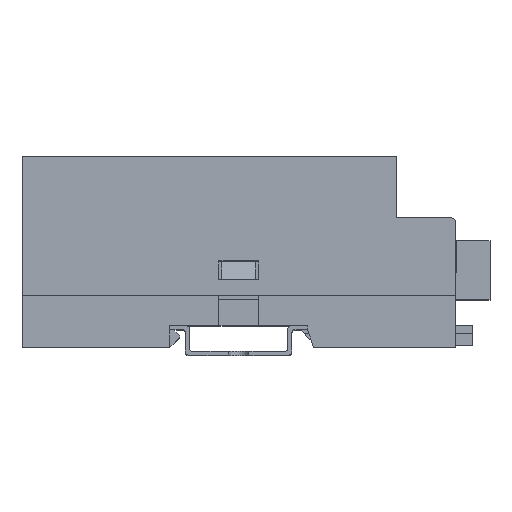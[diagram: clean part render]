
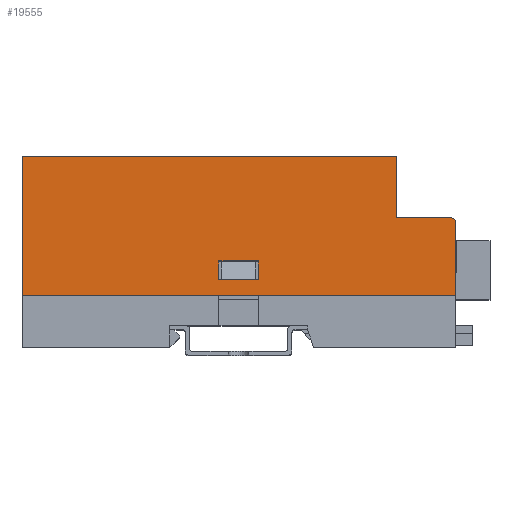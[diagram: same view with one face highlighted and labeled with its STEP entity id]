
A CAD part, top view. The second image highlights one B-rep face of the part: STEP entity #19555.
In plain terms, the highlighted face is planar.
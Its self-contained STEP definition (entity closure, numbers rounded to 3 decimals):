
#43 = DIRECTION ( 'NONE',  ( -1., 0., 0. ) ) ;
#399 = VERTEX_POINT ( 'NONE', #22462 ) ;
#2269 = ORIENTED_EDGE ( 'NONE', *, *, #12589, .T. ) ;
#2454 = DIRECTION ( 'NONE',  ( 0., -1., 0. ) ) ;
#2948 = DIRECTION ( 'NONE',  ( 0., -1., 0. ) ) ;
#3216 = VECTOR ( 'NONE', #31233, 1000. ) ;
#3458 = EDGE_CURVE ( 'NONE', #22883, #399, #21521, .T. ) ;
#3577 = DIRECTION ( 'NONE',  ( -1., 0., 0. ) ) ;
#4358 = CARTESIAN_POINT ( 'NONE',  ( -55., 35.3, -35. ) ) ;
#4416 = CARTESIAN_POINT ( 'NONE',  ( -5., 8.7, -35. ) ) ;
#4759 = CARTESIAN_POINT ( 'NONE',  ( -40., 19.6, -35. ) ) ;
#5313 = EDGE_CURVE ( 'NONE', #22517, #27464, #11213, .T. ) ;
#5480 = EDGE_CURVE ( 'NONE', #22517, #399, #14589, .T. ) ;
#5568 = EDGE_CURVE ( 'NONE', #20816, #24786, #31257, .T. ) ;
#6000 = CARTESIAN_POINT ( 'NONE',  ( -40., 19.6, -35. ) ) ;
#6265 = CARTESIAN_POINT ( 'NONE',  ( 5., 4., -35. ) ) ;
#6672 = VECTOR ( 'NONE', #3577, 1000. ) ;
#7084 = DIRECTION ( 'NONE',  ( 0., 1., 0. ) ) ;
#7142 = CARTESIAN_POINT ( 'NONE',  ( -55., 0., -35. ) ) ;
#7296 = EDGE_CURVE ( 'NONE', #22883, #30026, #11798, .T. ) ;
#7320 = LINE ( 'NONE', #9695, #30446 ) ;
#7395 = CARTESIAN_POINT ( 'NONE',  ( -55., 35.3, -35. ) ) ;
#7725 = CARTESIAN_POINT ( 'NONE',  ( 55., 35.3, -35. ) ) ;
#8190 = CARTESIAN_POINT ( 'NONE',  ( -55., 35.3, -35. ) ) ;
#8406 = CARTESIAN_POINT ( 'NONE',  ( 5., 8.7, -35. ) ) ;
#8468 = ORIENTED_EDGE ( 'NONE', *, *, #5568, .F. ) ;
#8695 = ORIENTED_EDGE ( 'NONE', *, *, #5313, .F. ) ;
#9042 = ORIENTED_EDGE ( 'NONE', *, *, #16018, .F. ) ;
#9383 = VECTOR ( 'NONE', #43, 1000. ) ;
#9695 = CARTESIAN_POINT ( 'NONE',  ( 5., 4., -35. ) ) ;
#9871 = CARTESIAN_POINT ( 'NONE',  ( -55., 18.6, -35. ) ) ;
#10241 = VECTOR ( 'NONE', #18090, 1000. ) ;
#10444 = VECTOR ( 'NONE', #20689, 1000. ) ;
#10727 = FACE_BOUND ( 'NONE', #26417, .T. ) ;
#11000 = VERTEX_POINT ( 'NONE', #7142 ) ;
#11055 = ORIENTED_EDGE ( 'NONE', *, *, #7296, .T. ) ;
#11213 = LINE ( 'NONE', #30512, #10444 ) ;
#11798 = LINE ( 'NONE', #7725, #12544 ) ;
#11876 = DIRECTION ( 'NONE',  ( 0., 0., 1. ) ) ;
#12544 = VECTOR ( 'NONE', #2948, 1000. ) ;
#12589 = EDGE_CURVE ( 'NONE', #30026, #11000, #17682, .T. ) ;
#13198 = CARTESIAN_POINT ( 'NONE',  ( 5., 4., -35. ) ) ;
#13458 = CARTESIAN_POINT ( 'NONE',  ( 5., 8.7, -35. ) ) ;
#13878 = ORIENTED_EDGE ( 'NONE', *, *, #3458, .F. ) ;
#14589 = LINE ( 'NONE', #4759, #3216 ) ;
#14750 = CARTESIAN_POINT ( 'NONE',  ( -5., 4., -35. ) ) ;
#16018 = EDGE_CURVE ( 'NONE', #23827, #11000, #17424, .T. ) ;
#16953 = DIRECTION ( 'NONE',  ( 1., 0., 0. ) ) ;
#17068 = LINE ( 'NONE', #13198, #10241 ) ;
#17424 = LINE ( 'NONE', #8190, #20475 ) ;
#17542 = DIRECTION ( 'NONE',  ( 0., -1., 0. ) ) ;
#17682 = LINE ( 'NONE', #27605, #6672 ) ;
#17775 = VERTEX_POINT ( 'NONE', #13458 ) ;
#18090 = DIRECTION ( 'NONE',  ( -1., 0., 0. ) ) ;
#19024 = EDGE_CURVE ( 'NONE', #17775, #23561, #7320, .T. ) ;
#19399 = CARTESIAN_POINT ( 'NONE',  ( -5., 4., -35. ) ) ;
#19555 = ADVANCED_FACE ( 'NONE', ( #10727, #30419 ), #21642, .F. ) ;
#19787 = CARTESIAN_POINT ( 'NONE',  ( 55., 35.3, -35. ) ) ;
#20475 = VECTOR ( 'NONE', #17542, 1000. ) ;
#20689 = DIRECTION ( 'NONE',  ( -1., 0., 0. ) ) ;
#20816 = VERTEX_POINT ( 'NONE', #14750 ) ;
#20987 = VECTOR ( 'NONE', #23149, 1000. ) ;
#21521 = LINE ( 'NONE', #7395, #9383 ) ;
#21642 = PLANE ( 'NONE',  #24900 ) ;
#22322 = ORIENTED_EDGE ( 'NONE', *, *, #31420, .T. ) ;
#22462 = CARTESIAN_POINT ( 'NONE',  ( -40., 35.3, -35. ) ) ;
#22517 = VERTEX_POINT ( 'NONE', #6000 ) ;
#22883 = VERTEX_POINT ( 'NONE', #19787 ) ;
#22923 = CARTESIAN_POINT ( 'NONE',  ( -54., 19.6, -35. ) ) ;
#23149 = DIRECTION ( 'NONE',  ( 1., 0., 0. ) ) ;
#23561 = VERTEX_POINT ( 'NONE', #6265 ) ;
#23827 = VERTEX_POINT ( 'NONE', #9871 ) ;
#24786 = VERTEX_POINT ( 'NONE', #4416 ) ;
#24819 = VECTOR ( 'NONE', #7084, 1000. ) ;
#24900 = AXIS2_PLACEMENT_3D ( 'NONE', #4358, #11876, #28727 ) ;
#26391 = AXIS2_PLACEMENT_3D ( 'NONE', #31425, #31111, #16953 ) ;
#26417 = EDGE_LOOP ( 'NONE', ( #30361, #8468, #27532, #27310 ) ) ;
#26934 = ORIENTED_EDGE ( 'NONE', *, *, #5480, .T. ) ;
#26959 = EDGE_LOOP ( 'NONE', ( #9042, #22322, #8695, #26934, #13878, #11055, #2269 ) ) ;
#27310 = ORIENTED_EDGE ( 'NONE', *, *, #19024, .F. ) ;
#27464 = VERTEX_POINT ( 'NONE', #22923 ) ;
#27532 = ORIENTED_EDGE ( 'NONE', *, *, #29655, .F. ) ;
#27605 = CARTESIAN_POINT ( 'NONE',  ( -55., 0., -35. ) ) ;
#28541 = CIRCLE ( 'NONE', #26391, 1. ) ;
#28727 = DIRECTION ( 'NONE',  ( 1., 0., 0. ) ) ;
#29655 = EDGE_CURVE ( 'NONE', #23561, #20816, #17068, .T. ) ;
#30026 = VERTEX_POINT ( 'NONE', #30915 ) ;
#30361 = ORIENTED_EDGE ( 'NONE', *, *, #30998, .F. ) ;
#30419 = FACE_OUTER_BOUND ( 'NONE', #26959, .T. ) ;
#30440 = LINE ( 'NONE', #8406, #20987 ) ;
#30446 = VECTOR ( 'NONE', #2454, 1000. ) ;
#30512 = CARTESIAN_POINT ( 'NONE',  ( -55., 19.6, -35. ) ) ;
#30915 = CARTESIAN_POINT ( 'NONE',  ( 55., 0., -35. ) ) ;
#30998 = EDGE_CURVE ( 'NONE', #24786, #17775, #30440, .T. ) ;
#31111 = DIRECTION ( 'NONE',  ( 0., 0., -1. ) ) ;
#31233 = DIRECTION ( 'NONE',  ( 0., 1., 0. ) ) ;
#31257 = LINE ( 'NONE', #19399, #24819 ) ;
#31420 = EDGE_CURVE ( 'NONE', #23827, #27464, #28541, .T. ) ;
#31425 = CARTESIAN_POINT ( 'NONE',  ( -54., 18.6, -35. ) ) ;
